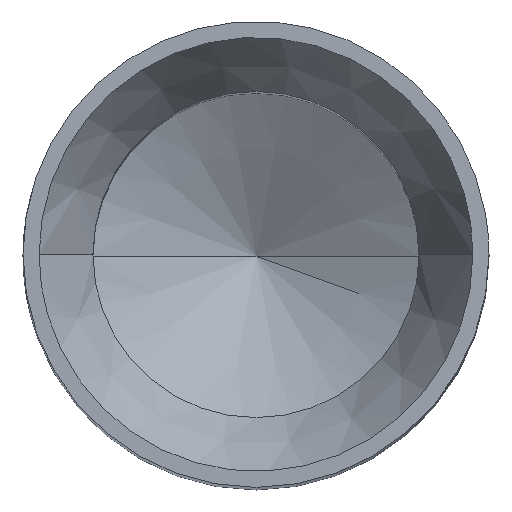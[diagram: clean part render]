
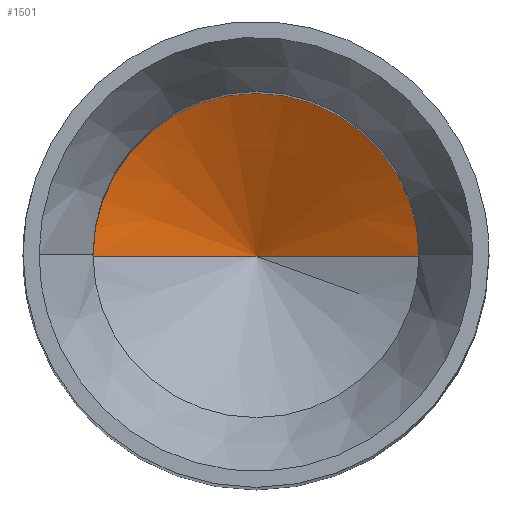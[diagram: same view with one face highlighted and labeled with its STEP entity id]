
A CAD part, top view. The second image highlights one B-rep face of the part: STEP entity #1501.
In plain terms, the highlighted conical face has half-angle 62 degrees and reference radius 0.7 mm.
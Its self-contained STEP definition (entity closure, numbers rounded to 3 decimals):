
#1395=AXIS2_PLACEMENT_3D('Circle Axis2P3D',#1393,#1394,$) ;
#1482=AXIS2_PLACEMENT_3D('Cone Axis2P3D',#1479,#1480,#1481) ;
#1390=CARTESIAN_POINT('Vertex',(0.3,1.,11.)) ;
#1393=CARTESIAN_POINT('Axis2P3D Location',(1.,1.,11.)) ;
#1397=CARTESIAN_POINT('Vertex',(1.7,1.,11.)) ;
#1479=CARTESIAN_POINT('Axis2P3D Location',(1.,1.,11.)) ;
#1484=CARTESIAN_POINT('Line Origine',(-441473.146,1.,234746.596)) ;
#1488=CARTESIAN_POINT('Vertex',(1.,1.,10.628)) ;
#1491=CARTESIAN_POINT('Line Origine',(441475.146,1.,234746.596)) ;
#1394=DIRECTION('Axis2P3D Direction',(0.,0.,-1.)) ;
#1480=DIRECTION('Axis2P3D Direction',(0.,0.,1.)) ;
#1481=DIRECTION('Axis2P3D XDirection',(1.,0.,0.)) ;
#1485=DIRECTION('Vector Direction',(-0.883,0.,0.469)) ;
#1492=DIRECTION('Vector Direction',(0.883,0.,0.469)) ;
#1486=VECTOR('Line Direction',#1485,1.) ;
#1493=VECTOR('Line Direction',#1492,1.) ;
#1497=ORIENTED_EDGE('',*,*,#1399,.F.) ;
#1498=ORIENTED_EDGE('',*,*,#1490,.F.) ;
#1499=ORIENTED_EDGE('',*,*,#1495,.F.) ;
#1501=ADVANCED_FACE('MANIFOLD_SOLID_BREP #32',(#1500),#1483,.F.) ;
#1396=CIRCLE('generated circle',#1395,0.7) ;
#1483=CONICAL_SURFACE('Cone',#1482,0.7,1.082) ;
#1399=EDGE_CURVE('',#1391,#1398,#1396,.T.) ;
#1490=EDGE_CURVE('',#1489,#1391,#1487,.T.) ;
#1495=EDGE_CURVE('',#1398,#1489,#1494,.F.) ;
#1496=EDGE_LOOP('',(#1497,#1498,#1499)) ;
#1500=FACE_OUTER_BOUND('',#1496,.T.) ;
#1487=LINE('Line',#1484,#1486) ;
#1494=LINE('Line',#1491,#1493) ;
#1391=VERTEX_POINT('',#1390) ;
#1398=VERTEX_POINT('',#1397) ;
#1489=VERTEX_POINT('',#1488) ;
